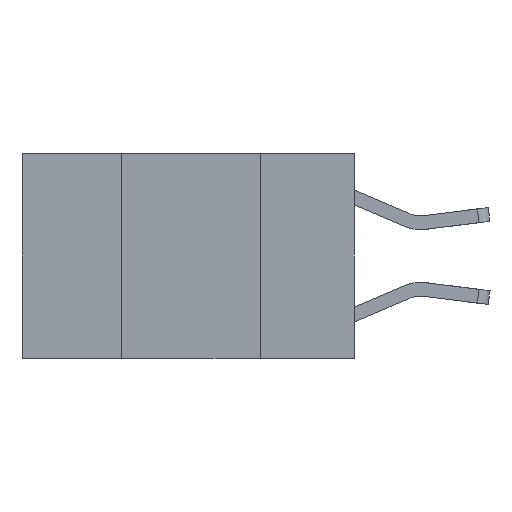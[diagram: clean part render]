
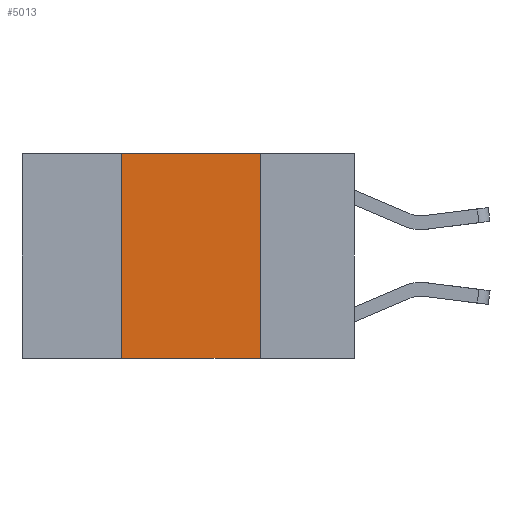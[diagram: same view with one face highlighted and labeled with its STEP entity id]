
A CAD part, left-side view. The second image highlights one B-rep face of the part: STEP entity #5013.
In plain terms, the highlighted planar face has unit normal (-1, 0, 0).
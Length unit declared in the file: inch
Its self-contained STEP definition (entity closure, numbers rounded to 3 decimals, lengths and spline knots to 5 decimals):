
#69 = FACE_OUTER_BOUND ( 'NONE', #861, .T. ) ;
#270 = DIRECTION ( 'NONE',  ( 0., 0., 1. ) ) ;
#475 = CARTESIAN_POINT ( 'NONE',  ( 0., 0.17, 0. ) ) ;
#527 = ORIENTED_EDGE ( 'NONE', *, *, #8490, .F. ) ;
#667 = CARTESIAN_POINT ( 'NONE',  ( 0., 0.6, 0. ) ) ;
#861 = EDGE_LOOP ( 'NONE', ( #5126, #6521, #527, #4046 ) ) ;
#1009 = VECTOR ( 'NONE', #1872, 39.37008 ) ;
#1127 = EDGE_CURVE ( 'NONE', #2894, #4642, #2927, .T. ) ;
#1247 = CARTESIAN_POINT ( 'NONE',  ( 0., 0.6, -0.37 ) ) ;
#1555 = LINE ( 'NONE', #8130, #5209 ) ;
#1608 = AXIS2_PLACEMENT_3D ( 'NONE', #3231, #6843, #2493 ) ;
#1772 = PLANE ( 'NONE',  #1608 ) ;
#1872 = DIRECTION ( 'NONE',  ( 0., -1., 0. ) ) ;
#1925 = CARTESIAN_POINT ( 'NONE',  ( 0., 0.42, -0.37 ) ) ;
#2419 = CARTESIAN_POINT ( 'NONE',  ( 0., 0.42, 0. ) ) ;
#2493 = DIRECTION ( 'NONE',  ( 0., 0., -1. ) ) ;
#2658 = VERTEX_POINT ( 'NONE', #6070 ) ;
#2894 = VERTEX_POINT ( 'NONE', #2419 ) ;
#2927 = LINE ( 'NONE', #667, #1009 ) ;
#3231 = CARTESIAN_POINT ( 'NONE',  ( 0., 0.6, 0. ) ) ;
#4046 = ORIENTED_EDGE ( 'NONE', *, *, #8038, .T. ) ;
#4642 = VERTEX_POINT ( 'NONE', #475 ) ;
#4760 = LINE ( 'NONE', #1247, #8535 ) ;
#5013 = ADVANCED_FACE ( 'NONE', ( #69 ), #1772, .F. ) ;
#5126 = ORIENTED_EDGE ( 'NONE', *, *, #9086, .F. ) ;
#5209 = VECTOR ( 'NONE', #270, 39.37008 ) ;
#5700 = VECTOR ( 'NONE', #6634, 39.37008 ) ;
#5905 = CARTESIAN_POINT ( 'NONE',  ( 0., 0.17, 0. ) ) ;
#6070 = CARTESIAN_POINT ( 'NONE',  ( 0., 0.17, -0.37 ) ) ;
#6521 = ORIENTED_EDGE ( 'NONE', *, *, #1127, .F. ) ;
#6634 = DIRECTION ( 'NONE',  ( 0., 0., -1. ) ) ;
#6843 = DIRECTION ( 'NONE',  ( 1., 0., 0. ) ) ;
#7017 = DIRECTION ( 'NONE',  ( 0., -1., 0. ) ) ;
#7784 = LINE ( 'NONE', #5905, #5700 ) ;
#8020 = VERTEX_POINT ( 'NONE', #1925 ) ;
#8038 = EDGE_CURVE ( 'NONE', #8020, #2658, #4760, .T. ) ;
#8130 = CARTESIAN_POINT ( 'NONE',  ( 0., 0.42, 0. ) ) ;
#8490 = EDGE_CURVE ( 'NONE', #8020, #2894, #1555, .T. ) ;
#8535 = VECTOR ( 'NONE', #7017, 39.37008 ) ;
#9086 = EDGE_CURVE ( 'NONE', #4642, #2658, #7784, .T. ) ;
